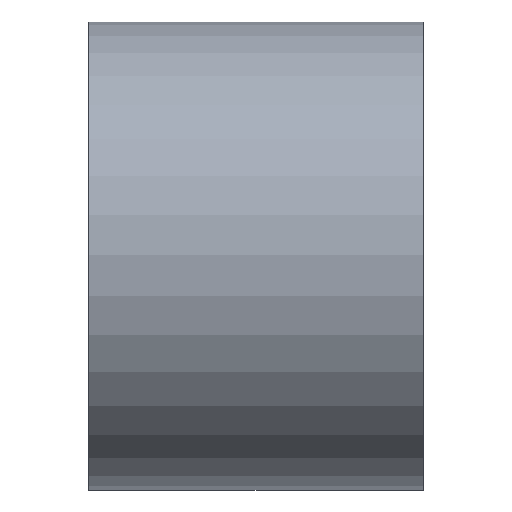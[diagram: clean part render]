
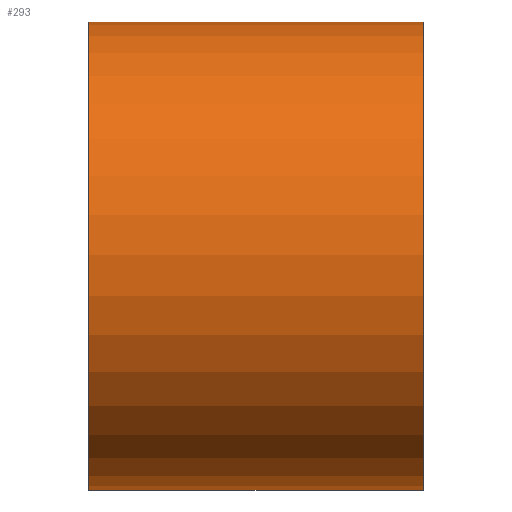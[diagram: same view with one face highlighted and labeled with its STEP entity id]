
A CAD part, top view. The second image highlights one B-rep face of the part: STEP entity #293.
In plain terms, the highlighted cylindrical face has radius 10.5 mm (diameter 21 mm), a partial arc.
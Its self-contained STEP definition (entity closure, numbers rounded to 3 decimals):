
#40=CYLINDRICAL_SURFACE('',#338,10.5);
#53=FACE_OUTER_BOUND('',#72,.T.);
#72=EDGE_LOOP('',(#250,#251,#252,#253));
#97=LINE('',#535,#118);
#98=LINE('',#538,#119);
#118=VECTOR('',#415,10.);
#119=VECTOR('',#418,10.);
#135=CIRCLE('',#334,10.5);
#138=CIRCLE('',#339,10.5);
#156=VERTEX_POINT('',#520);
#157=VERTEX_POINT('',#522);
#161=VERTEX_POINT('',#534);
#162=VERTEX_POINT('',#536);
#188=EDGE_CURVE('',#156,#157,#135,.T.);
#194=EDGE_CURVE('',#161,#156,#97,.T.);
#195=EDGE_CURVE('',#162,#161,#138,.T.);
#196=EDGE_CURVE('',#162,#157,#98,.T.);
#250=ORIENTED_EDGE('',*,*,#194,.F.);
#251=ORIENTED_EDGE('',*,*,#195,.F.);
#252=ORIENTED_EDGE('',*,*,#196,.T.);
#253=ORIENTED_EDGE('',*,*,#188,.F.);
#293=ADVANCED_FACE('',(#53),#40,.T.);
#334=AXIS2_PLACEMENT_3D('',#523,#402,#403);
#338=AXIS2_PLACEMENT_3D('',#533,#413,#414);
#339=AXIS2_PLACEMENT_3D('',#537,#416,#417);
#402=DIRECTION('center_axis',(-1.,0.,0.));
#403=DIRECTION('ref_axis',(0.,-1.,0.));
#413=DIRECTION('center_axis',(1.,0.,0.));
#414=DIRECTION('ref_axis',(0.,-1.,0.));
#415=DIRECTION('',(-1.,0.,0.));
#416=DIRECTION('center_axis',(1.,0.,0.));
#417=DIRECTION('ref_axis',(0.,-1.,0.));
#418=DIRECTION('',(-1.,0.,0.));
#520=CARTESIAN_POINT('',(-20.,-10.5,-2.113));
#522=CARTESIAN_POINT('',(-20.,10.5,-2.113));
#523=CARTESIAN_POINT('Origin',(-20.,0.,-2.113));
#533=CARTESIAN_POINT('Origin',(-15.,0.,-2.113));
#534=CARTESIAN_POINT('',(-5.,-10.5,-2.113));
#535=CARTESIAN_POINT('',(-15.,-10.5,-2.113));
#536=CARTESIAN_POINT('',(-5.,10.5,-2.113));
#537=CARTESIAN_POINT('Origin',(-5.,0.,-2.113));
#538=CARTESIAN_POINT('',(-15.,10.5,-2.113));
